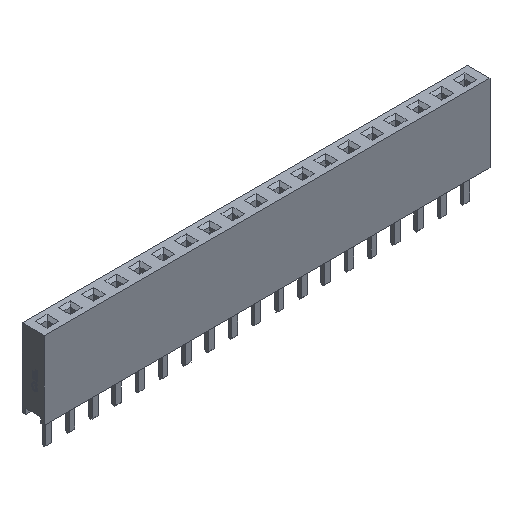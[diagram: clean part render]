
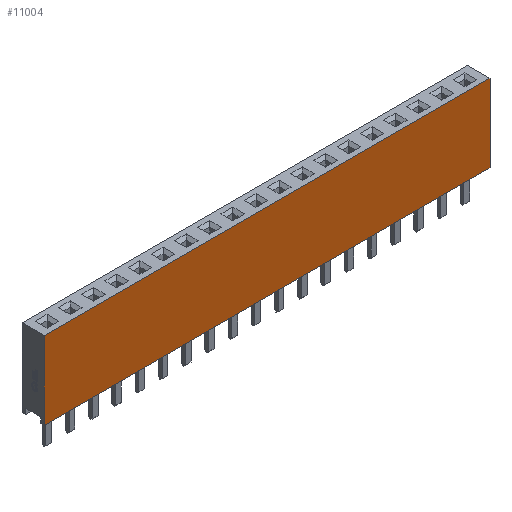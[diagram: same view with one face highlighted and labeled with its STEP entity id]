
A CAD part, isometric view. The second image highlights one B-rep face of the part: STEP entity #11004.
In plain terms, the highlighted planar face has unit normal (0, -1, 0).
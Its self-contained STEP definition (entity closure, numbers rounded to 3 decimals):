
#587=FACE_OUTER_BOUND('',#1241,.T.);
#1241=EDGE_LOOP('',(#7788,#7789,#7790,#7791));
#1693=LINE('',#14500,#2985);
#2239=LINE('',#16130,#3531);
#2253=LINE('',#16157,#3545);
#2256=LINE('',#16163,#3548);
#2985=VECTOR('',#12055,1.);
#3531=VECTOR('',#12975,1.);
#3545=VECTOR('',#12993,1.);
#3548=VECTOR('',#13000,1.);
#4277=VERTEX_POINT('',#14497);
#4278=VERTEX_POINT('',#14499);
#4774=VERTEX_POINT('',#16126);
#4786=VERTEX_POINT('',#16156);
#5265=EDGE_CURVE('',#4278,#4277,#1693,.T.);
#5901=EDGE_CURVE('',#4278,#4774,#2239,.T.);
#5915=EDGE_CURVE('',#4774,#4786,#2253,.T.);
#5918=EDGE_CURVE('',#4277,#4786,#2256,.T.);
#7788=ORIENTED_EDGE('',*,*,#5918,.T.);
#7789=ORIENTED_EDGE('',*,*,#5915,.F.);
#7790=ORIENTED_EDGE('',*,*,#5901,.F.);
#7791=ORIENTED_EDGE('',*,*,#5265,.T.);
#9979=PLANE('',#11661);
#11004=ADVANCED_FACE('',(#587),#9979,.F.);
#11661=AXIS2_PLACEMENT_3D('',#16162,#12998,#12999);
#12055=DIRECTION('',(0.,0.,-1.));
#12975=DIRECTION('',(1.,0.,0.));
#12993=DIRECTION('',(0.,0.,-1.));
#12998=DIRECTION('center_axis',(0.,1.,0.));
#12999=DIRECTION('ref_axis',(0.,0.,1.));
#13000=DIRECTION('',(1.,0.,0.));
#14497=CARTESIAN_POINT('',(-24.38,-1.215,0.));
#14499=CARTESIAN_POINT('',(-24.38,-1.215,8.5));
#14500=CARTESIAN_POINT('',(-24.38,-1.215,8.5));
#16126=CARTESIAN_POINT('',(24.38,-1.215,8.5));
#16130=CARTESIAN_POINT('',(-24.38,-1.215,8.5));
#16156=CARTESIAN_POINT('',(24.38,-1.215,0.));
#16157=CARTESIAN_POINT('',(24.38,-1.215,8.5));
#16162=CARTESIAN_POINT('Origin',(-24.38,-1.215,8.5));
#16163=CARTESIAN_POINT('',(-24.38,-1.215,0.));
